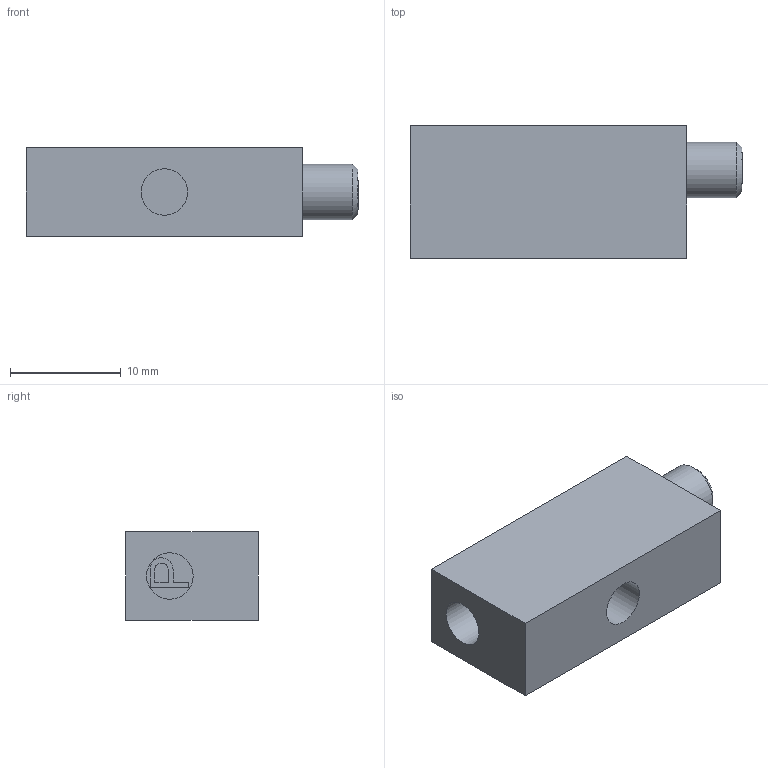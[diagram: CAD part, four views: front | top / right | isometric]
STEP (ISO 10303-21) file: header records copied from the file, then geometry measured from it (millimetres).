
FILE_DESCRIPTION((''),'2;1');
FILE_NAME('110 010 01.stp','2012-05-23T19:36:02',('HJ'),('AVAC Vacumteknik AB'),'Autodesk Inventor 2012','Autodesk Inventor 2012','');
FILE_SCHEMA(('AUTOMOTIVE_DESIGN { 1 0 10303 214 1 1 1 1 }'));
Length unit declared in the file: millimetre
Products named in the file (1): 110 010 01
Bounding box: 30 x 12 x 8 mm (x, y, z)
Volume: 2347.5 mm3; surface area: 1433.7 mm2
Topology: 1 solids, 1 shells, 50 faces, 124 edges, 83 vertices
Faces by surface type: plane 32, bspline 14, cylinder 3, cone 1
Full cylindrical faces by diameter (mm): 4.2 x2, 5 x1
Entity records: 1636 total; most frequent: CARTESIAN_POINT 455, ORIENTED_EDGE 236, DIRECTION 171, EDGE_CURVE 118, VECTOR 83, LINE 83, VERTEX_POINT 81, EDGE_LOOP 61
